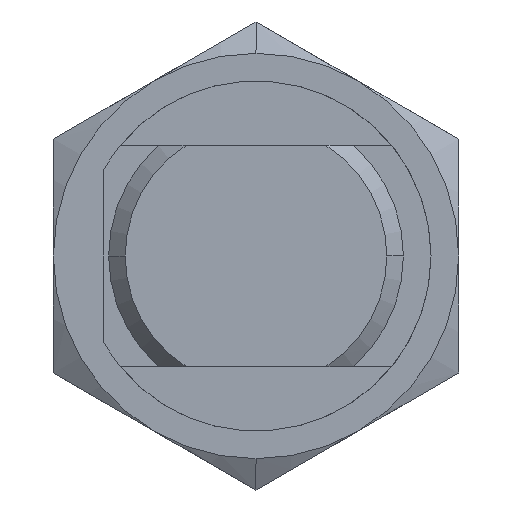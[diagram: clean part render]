
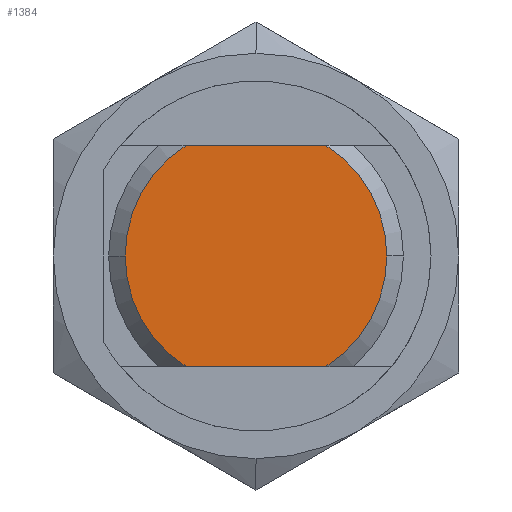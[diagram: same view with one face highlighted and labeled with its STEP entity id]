
A CAD part, front view. The second image highlights one B-rep face of the part: STEP entity #1384.
In plain terms, the highlighted planar face has unit normal (0, -1, 0).
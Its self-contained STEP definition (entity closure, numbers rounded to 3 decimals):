
#1151=CARTESIAN_POINT('',(-7.1,0.0,0.));
#1152=VERTEX_POINT('',#1151);
#1159=CARTESIAN_POINT('',(-3.796,0.0,6.));
#1160=VERTEX_POINT('',#1159);
#1161=CARTESIAN_POINT('',(0.0,0.0,0.0));
#1162=DIRECTION('',(0.0,1.0,0.0));
#1163=DIRECTION('',(-1.0,0.0,0.0));
#1164=AXIS2_PLACEMENT_3D('',#1161,#1162,#1163);
#1165=CIRCLE('',#1164,7.1);
#1166=EDGE_CURVE('',#1152,#1160,#1165,.T.);
#1190=CARTESIAN_POINT('',(7.1,0.0,0.));
#1191=VERTEX_POINT('',#1190);
#1198=CARTESIAN_POINT('',(3.796,0.0,-6.));
#1199=VERTEX_POINT('',#1198);
#1200=CARTESIAN_POINT('',(0.0,0.0,0.0));
#1201=DIRECTION('',(0.0,1.0,0.0));
#1202=DIRECTION('',(1.0,0.0,0.0));
#1203=AXIS2_PLACEMENT_3D('',#1200,#1201,#1202);
#1204=CIRCLE('',#1203,7.1);
#1205=EDGE_CURVE('',#1191,#1199,#1204,.T.);
#1239=CARTESIAN_POINT('',(3.796,0.0,6.));
#1240=VERTEX_POINT('',#1239);
#1254=CARTESIAN_POINT('',(0.0,0.0,0.0));
#1255=DIRECTION('',(0.0,1.0,0.0));
#1256=DIRECTION('',(1.0,0.0,0.0));
#1257=AXIS2_PLACEMENT_3D('',#1254,#1255,#1256);
#1258=CIRCLE('',#1257,7.1);
#1259=EDGE_CURVE('',#1240,#1191,#1258,.T.);
#1270=CARTESIAN_POINT('',(-3.796,0.0,-6.));
#1271=VERTEX_POINT('',#1270);
#1272=CARTESIAN_POINT('',(-3.796,0.0,-6.));
#1273=DIRECTION('',(1.0,0.0,0.0));
#1274=VECTOR('',#1273,7.592);
#1275=LINE('',#1272,#1274);
#1276=EDGE_CURVE('',#1271,#1199,#1275,.T.);
#1360=CARTESIAN_POINT('',(-4.,0.0,0.0));
#1361=DIRECTION('',(0.0,-1.0,0.0));
#1362=DIRECTION('',(0.0,0.0,-1.0));
#1363=AXIS2_PLACEMENT_3D('',#1360,#1361,#1362);
#1364=PLANE('',#1363);
#1365=ORIENTED_EDGE('',*,*,#1259,.F.);
#1366=CARTESIAN_POINT('',(3.796,0.0,6.));
#1367=DIRECTION('',(-1.0,0.0,0.0));
#1368=VECTOR('',#1367,7.592);
#1369=LINE('',#1366,#1368);
#1370=EDGE_CURVE('',#1240,#1160,#1369,.T.);
#1371=ORIENTED_EDGE('',*,*,#1370,.T.);
#1372=ORIENTED_EDGE('',*,*,#1166,.F.);
#1373=CARTESIAN_POINT('',(0.0,0.0,0.0));
#1374=DIRECTION('',(0.0,1.0,0.0));
#1375=DIRECTION('',(-1.0,0.0,0.0));
#1376=AXIS2_PLACEMENT_3D('',#1373,#1374,#1375);
#1377=CIRCLE('',#1376,7.1);
#1378=EDGE_CURVE('',#1271,#1152,#1377,.T.);
#1379=ORIENTED_EDGE('',*,*,#1378,.F.);
#1380=ORIENTED_EDGE('',*,*,#1276,.T.);
#1381=ORIENTED_EDGE('',*,*,#1205,.F.);
#1382=EDGE_LOOP('',(#1365,#1371,#1372,#1379,#1380,#1381));
#1383=FACE_OUTER_BOUND('',#1382,.T.);
#1384=ADVANCED_FACE('',(#1383),#1364,.T.);
